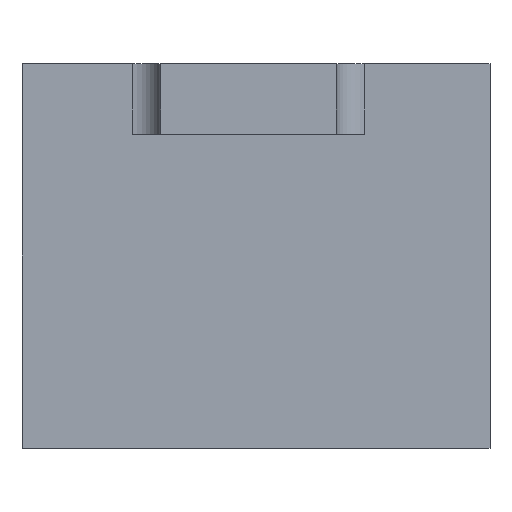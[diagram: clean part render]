
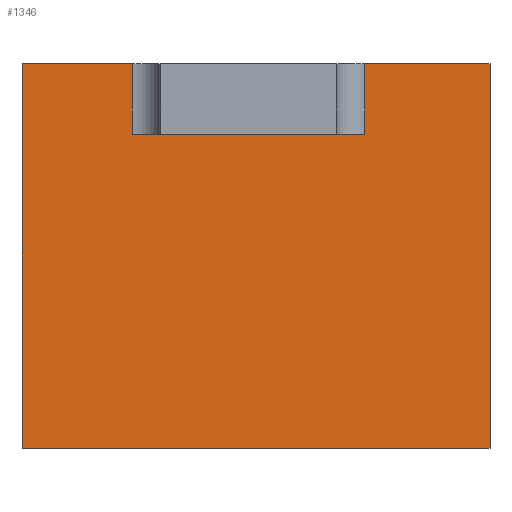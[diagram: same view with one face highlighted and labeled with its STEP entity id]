
A CAD part, front view. The second image highlights one B-rep face of the part: STEP entity #1346.
In plain terms, the highlighted planar face has unit normal (0, -1, 0).
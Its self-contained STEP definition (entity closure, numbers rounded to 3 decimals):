
#236=FACE_OUTER_BOUND('',#333,.T.);
#333=EDGE_LOOP('',(#1195,#1196,#1197,#1198,#1199,#1200,#1201,#1202));
#363=LINE('',#2035,#455);
#364=LINE('',#2039,#456);
#380=LINE('',#2068,#472);
#408=LINE('',#2244,#500);
#409=LINE('',#2246,#501);
#425=LINE('',#2331,#517);
#427=LINE('',#2340,#519);
#428=LINE('',#2341,#520);
#455=VECTOR('',#1595,54.633);
#456=VECTOR('',#1598,54.633);
#472=VECTOR('',#1620,66.5);
#500=VECTOR('',#1812,17.815);
#501=VECTOR('',#1813,15.685);
#517=VECTOR('',#1911,33.);
#519=VECTOR('',#1921,10.);
#520=VECTOR('',#1922,10.);
#554=VERTEX_POINT('',#2024);
#558=VERTEX_POINT('',#2033);
#559=VERTEX_POINT('',#2037);
#560=VERTEX_POINT('',#2038);
#635=VERTEX_POINT('',#2241);
#637=VERTEX_POINT('',#2245);
#664=VERTEX_POINT('',#2328);
#665=VERTEX_POINT('',#2330);
#706=EDGE_CURVE('',#558,#554,#363,.T.);
#707=EDGE_CURVE('',#559,#560,#364,.T.);
#723=EDGE_CURVE('',#559,#558,#380,.T.);
#807=EDGE_CURVE('',#560,#635,#408,.T.);
#808=EDGE_CURVE('',#637,#554,#409,.T.);
#848=EDGE_CURVE('',#665,#664,#425,.T.);
#853=EDGE_CURVE('',#635,#665,#427,.T.);
#854=EDGE_CURVE('',#637,#664,#428,.T.);
#1195=ORIENTED_EDGE('',*,*,#723,.F.);
#1196=ORIENTED_EDGE('',*,*,#707,.T.);
#1197=ORIENTED_EDGE('',*,*,#807,.T.);
#1198=ORIENTED_EDGE('',*,*,#853,.T.);
#1199=ORIENTED_EDGE('',*,*,#848,.T.);
#1200=ORIENTED_EDGE('',*,*,#854,.F.);
#1201=ORIENTED_EDGE('',*,*,#808,.T.);
#1202=ORIENTED_EDGE('',*,*,#706,.F.);
#1289=PLANE('',#1526);
#1346=ADVANCED_FACE('',(#236),#1289,.F.);
#1526=AXIS2_PLACEMENT_3D('',#2339,#1919,#1920);
#1595=DIRECTION('',(0.,0.,1.));
#1598=DIRECTION('',(0.,0.,1.));
#1620=DIRECTION('',(-1.,0.,0.));
#1812=DIRECTION('',(-1.,0.,0.));
#1813=DIRECTION('',(-1.,0.,0.));
#1911=DIRECTION('',(-1.,0.,0.));
#1919=DIRECTION('center_axis',(0.,1.,0.));
#1920=DIRECTION('ref_axis',(0.,0.,1.));
#1921=DIRECTION('',(0.,0.,-1.));
#1922=DIRECTION('',(0.,0.,-1.));
#2024=CARTESIAN_POINT('',(-36.5,3.216,2.883));
#2033=CARTESIAN_POINT('',(-36.5,3.216,-51.75));
#2035=CARTESIAN_POINT('',(-36.5,3.216,-51.75));
#2037=CARTESIAN_POINT('',(30.,3.216,-51.75));
#2038=CARTESIAN_POINT('',(30.,3.216,2.883));
#2039=CARTESIAN_POINT('',(30.,3.216,-51.75));
#2068=CARTESIAN_POINT('',(30.,3.216,-51.75));
#2241=CARTESIAN_POINT('',(12.185,3.216,2.883));
#2244=CARTESIAN_POINT('',(30.,3.216,2.883));
#2245=CARTESIAN_POINT('',(-20.815,3.216,2.883));
#2246=CARTESIAN_POINT('',(-20.815,3.216,2.883));
#2328=CARTESIAN_POINT('',(-20.815,3.216,-7.117));
#2330=CARTESIAN_POINT('',(12.185,3.216,-7.117));
#2331=CARTESIAN_POINT('',(12.185,3.216,-7.117));
#2339=CARTESIAN_POINT('Origin',(30.,3.216,-7.117));
#2340=CARTESIAN_POINT('',(12.185,3.216,2.883));
#2341=CARTESIAN_POINT('',(-20.815,3.216,2.883));
